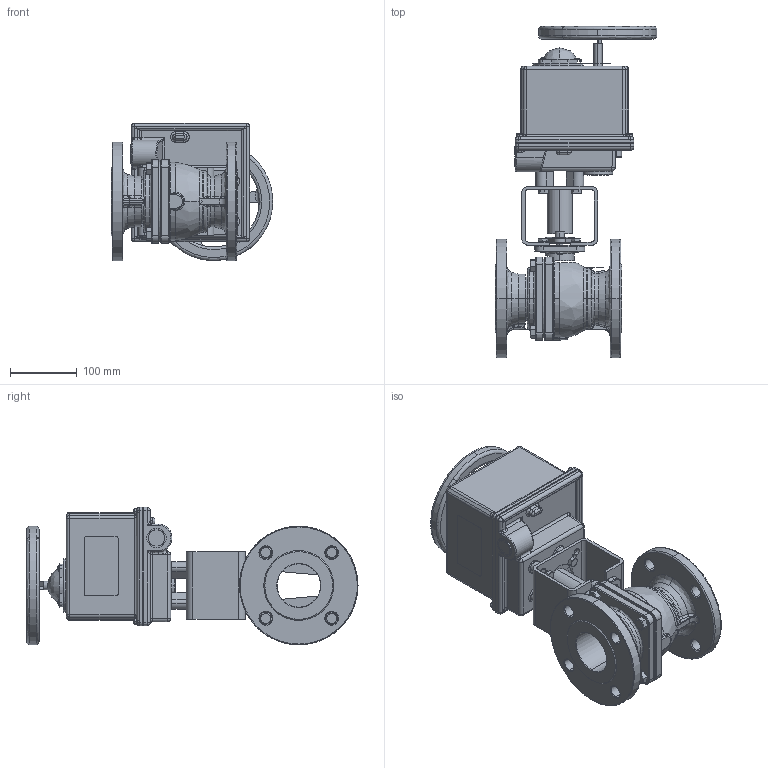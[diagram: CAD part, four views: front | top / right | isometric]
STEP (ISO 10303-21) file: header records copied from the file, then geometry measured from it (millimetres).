
FILE_DESCRIPTION (( 'STEP AP203' ), '1' );
FILE_NAME ('5801F-250_ER-6.STEP', '2017-11-27T20:51:30', ( '' ), ( '' ), 'SwSTEP 2.0', 'SolidWorks 2014', '' );
FILE_SCHEMA (( 'CONFIG_CONTROL_DESIGN' ));
Length unit declared in the file: inch
Products named in the file (1): 5801F-250_ER-6
Bounding box: 242.59 x 498.62 x 206.47 mm (x, y, z)
Surface area: 552568 mm2 (no closed solid volume)
Topology: 0 solids, 82 shells, 1061 faces, 3191 edges, 2131 vertices
Faces by surface type: cylinder 401, plane 303, bspline 255, cone 102
Entity records: 57792 total; most frequent: CARTESIAN_POINT 31510, ORIENTED_EDGE 5293, DIRECTION 5075, EDGE_CURVE 3166, VERTEX_POINT 2131, AXIS2_PLACEMENT_3D 1919, LINE 1237, VECTOR 1237
